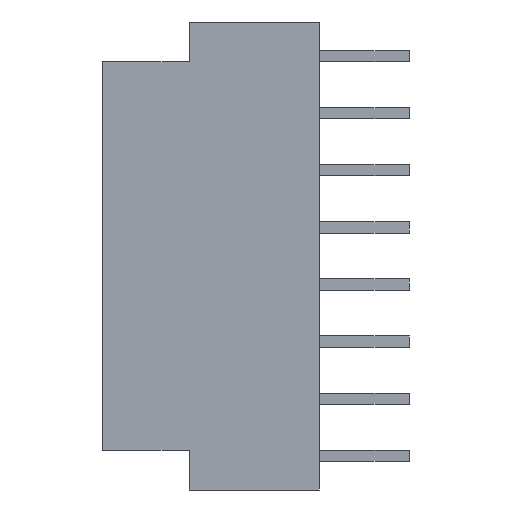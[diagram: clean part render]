
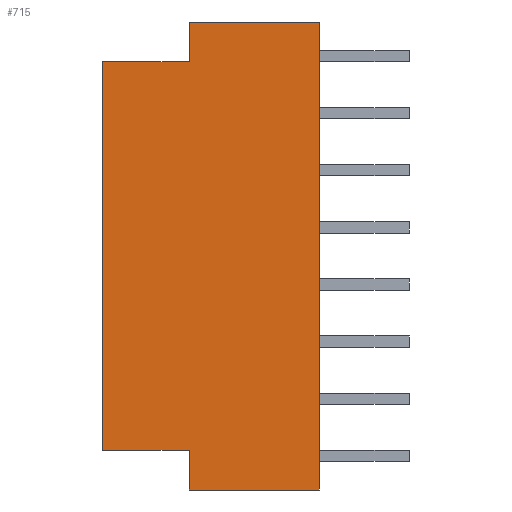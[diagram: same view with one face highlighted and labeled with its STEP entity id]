
A CAD part, left-side view. The second image highlights one B-rep face of the part: STEP entity #715.
In plain terms, the highlighted planar face has unit normal (-1, 0, 0).
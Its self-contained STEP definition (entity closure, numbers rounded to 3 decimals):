
#84 = EDGE_CURVE ( 'NONE', #7837, #576, #7956, .T. ) ;
#86 = ORIENTED_EDGE ( 'NONE', *, *, #6191, .T. ) ;
#87 = ORIENTED_EDGE ( 'NONE', *, *, #6533, .T. ) ;
#88 = ORIENTED_EDGE ( 'NONE', *, *, #84, .T. ) ;
#95 = EDGE_CURVE ( 'NONE', #572, #6458, #3240, .T. ) ;
#96 = ORIENTED_EDGE ( 'NONE', *, *, #95, .T. ) ;
#565 = VERTEX_POINT ( 'NONE', #8550 ) ;
#572 = VERTEX_POINT ( 'NONE', #8634 ) ;
#575 = ORIENTED_EDGE ( 'NONE', *, *, #578, .F. ) ;
#576 = VERTEX_POINT ( 'NONE', #8629 ) ;
#577 = ORIENTED_EDGE ( 'NONE', *, *, #3312, .F. ) ;
#578 = EDGE_CURVE ( 'NONE', #572, #565, #8628, .T. ) ;
#673 = EDGE_LOOP ( 'NONE', ( #734, #577, #575, #96, #23940, #87, #86, #88 ) ) ;
#715 = ADVANCED_FACE ( 'NONE', ( #8825 ), #8871, .T. ) ;
#734 = ORIENTED_EDGE ( 'NONE', *, *, #735, .T. ) ;
#735 = EDGE_CURVE ( 'NONE', #576, #3504, #8935, .T. ) ;
#2773 = CARTESIAN_POINT ( 'NONE',  ( -4.953, -3.85, 10.415 ) ) ;
#3222 = CARTESIAN_POINT ( 'NONE',  ( -4.953, -3.85, 0. ) ) ;
#3240 = LINE ( 'NONE', #3222, #8002 ) ;
#3312 = EDGE_CURVE ( 'NONE', #565, #3504, #9618, .T. ) ;
#3504 = VERTEX_POINT ( 'NONE', #9980 ) ;
#6190 = VERTEX_POINT ( 'NONE', #18534 ) ;
#6191 = EDGE_CURVE ( 'NONE', #6190, #7837, #18533, .T. ) ;
#6458 = VERTEX_POINT ( 'NONE', #19417 ) ;
#6466 = VERTEX_POINT ( 'NONE', #19406 ) ;
#6474 = EDGE_CURVE ( 'NONE', #6466, #6458, #19399, .T. ) ;
#6533 = EDGE_CURVE ( 'NONE', #6466, #6190, #19608, .T. ) ;
#7837 = VERTEX_POINT ( 'NONE', #2773 ) ;
#7953 = DIRECTION ( 'NONE',  ( 0., 0., -1. ) ) ;
#7954 = VECTOR ( 'NONE', #7953, 1000. ) ;
#7955 = CARTESIAN_POINT ( 'NONE',  ( -4.953, -3.85, 0. ) ) ;
#7956 = LINE ( 'NONE', #7955, #7954 ) ;
#8001 = DIRECTION ( 'NONE',  ( 0., 0., -1. ) ) ;
#8002 = VECTOR ( 'NONE', #8001, 1000. ) ;
#8550 = CARTESIAN_POINT ( 'NONE',  ( -4.953, 0., -8.64 ) ) ;
#8625 = DIRECTION ( 'NONE',  ( 0., 1., 0. ) ) ;
#8626 = VECTOR ( 'NONE', #8625, 1000. ) ;
#8627 = CARTESIAN_POINT ( 'NONE',  ( -4.953, -19.714, -8.64 ) ) ;
#8628 = LINE ( 'NONE', #8627, #8626 ) ;
#8629 = CARTESIAN_POINT ( 'NONE',  ( -4.953, -3.85, 8.64 ) ) ;
#8634 = CARTESIAN_POINT ( 'NONE',  ( -4.953, -3.85, -8.64 ) ) ;
#8825 = FACE_OUTER_BOUND ( 'NONE', #673, .T. ) ;
#8867 = DIRECTION ( 'NONE',  ( 0., 0., 1. ) ) ;
#8868 = DIRECTION ( 'NONE',  ( -1., 0., 0. ) ) ;
#8869 = CARTESIAN_POINT ( 'NONE',  ( -4.953, -9.65, 0. ) ) ;
#8870 = AXIS2_PLACEMENT_3D ( 'NONE', #8869, #8868, #8867 ) ;
#8871 = PLANE ( 'NONE',  #8870 ) ;
#8929 = DIRECTION ( 'NONE',  ( 0., 1., 0. ) ) ;
#8930 = VECTOR ( 'NONE', #8929, 1000. ) ;
#8931 = CARTESIAN_POINT ( 'NONE',  ( -4.953, -19.714, 8.64 ) ) ;
#8935 = LINE ( 'NONE', #8931, #8930 ) ;
#9618 = LINE ( 'NONE', #9667, #9666 ) ;
#9665 = DIRECTION ( 'NONE',  ( 0., 0., 1. ) ) ;
#9666 = VECTOR ( 'NONE', #9665, 1000. ) ;
#9667 = CARTESIAN_POINT ( 'NONE',  ( -4.953, 0., 0. ) ) ;
#9980 = CARTESIAN_POINT ( 'NONE',  ( -4.953, 0., 8.64 ) ) ;
#18530 = DIRECTION ( 'NONE',  ( 0., 1., 0. ) ) ;
#18531 = VECTOR ( 'NONE', #18530, 1000. ) ;
#18532 = CARTESIAN_POINT ( 'NONE',  ( -4.953, -9.65, 10.415 ) ) ;
#18533 = LINE ( 'NONE', #18532, #18531 ) ;
#18534 = CARTESIAN_POINT ( 'NONE',  ( -4.953, -9.65, 10.415 ) ) ;
#19395 = DIRECTION ( 'NONE',  ( 0., 1., 0. ) ) ;
#19396 = VECTOR ( 'NONE', #19395, 1000. ) ;
#19397 = CARTESIAN_POINT ( 'NONE',  ( -4.953, -9.65, -10.415 ) ) ;
#19399 = LINE ( 'NONE', #19397, #19396 ) ;
#19406 = CARTESIAN_POINT ( 'NONE',  ( -4.953, -9.65, -10.415 ) ) ;
#19417 = CARTESIAN_POINT ( 'NONE',  ( -4.953, -3.85, -10.415 ) ) ;
#19605 = DIRECTION ( 'NONE',  ( 0., 0., 1. ) ) ;
#19606 = VECTOR ( 'NONE', #19605, 1000. ) ;
#19607 = CARTESIAN_POINT ( 'NONE',  ( -4.953, -9.65, 0. ) ) ;
#19608 = LINE ( 'NONE', #19607, #19606 ) ;
#23940 = ORIENTED_EDGE ( 'NONE', *, *, #6474, .F. ) ;
